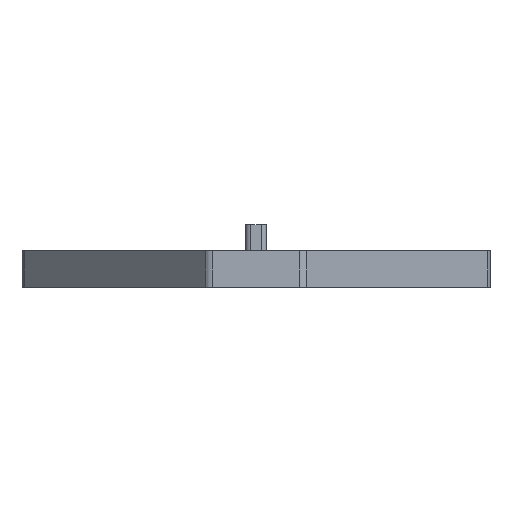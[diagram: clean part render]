
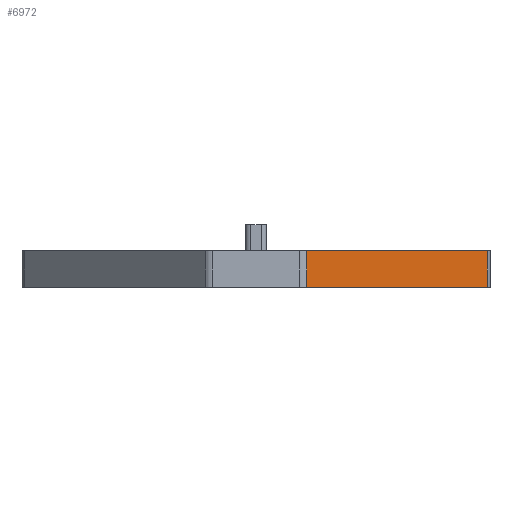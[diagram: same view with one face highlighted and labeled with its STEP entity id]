
A CAD part, front view. The second image highlights one B-rep face of the part: STEP entity #6972.
In plain terms, the highlighted planar face has unit normal (0.746, -0.666, 0).
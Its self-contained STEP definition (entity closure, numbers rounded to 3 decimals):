
#203=PLANE('',#7731);
#491=FACE_OUTER_BOUND('',#872,.T.);
#872=EDGE_LOOP('',(#6205,#6206,#6207,#6208));
#1124=LINE('',#10571,#1781);
#1378=LINE('',#11441,#2035);
#1533=LINE('',#11907,#2190);
#1535=LINE('',#11910,#2192);
#1781=VECTOR('',#8407,10.);
#2035=VECTOR('',#9213,10.);
#2190=VECTOR('',#9720,10.);
#2192=VECTOR('',#9724,10.);
#2893=VERTEX_POINT('',#10568);
#2894=VERTEX_POINT('',#10570);
#3233=VERTEX_POINT('',#11438);
#3234=VERTEX_POINT('',#11440);
#3670=EDGE_CURVE('',#2893,#2894,#1124,.T.);
#4113=EDGE_CURVE('',#3233,#3234,#1378,.T.);
#4349=EDGE_CURVE('',#3234,#2893,#1533,.T.);
#4351=EDGE_CURVE('',#2894,#3233,#1535,.T.);
#6205=ORIENTED_EDGE('',*,*,#4349,.F.);
#6206=ORIENTED_EDGE('',*,*,#4113,.F.);
#6207=ORIENTED_EDGE('',*,*,#4351,.F.);
#6208=ORIENTED_EDGE('',*,*,#3670,.F.);
#6972=ADVANCED_FACE('',(#491),#203,.T.);
#7731=AXIS2_PLACEMENT_3D('',#11909,#9722,#9723);
#8407=DIRECTION('',(-0.667,-0.745,0.));
#9213=DIRECTION('',(0.667,0.745,0.));
#9720=DIRECTION('',(0.,0.,-1.));
#9722=DIRECTION('center_axis',(0.745,-0.667,0.));
#9723=DIRECTION('ref_axis',(0.667,0.745,0.));
#9724=DIRECTION('',(0.,0.,1.));
#10568=CARTESIAN_POINT('',(22.245,-5.665,0.));
#10570=CARTESIAN_POINT('',(4.898,-25.067,0.));
#10571=CARTESIAN_POINT('',(22.5,-5.38,0.));
#11438=CARTESIAN_POINT('',(4.898,-25.067,3.5));
#11440=CARTESIAN_POINT('',(22.245,-5.665,3.5));
#11441=CARTESIAN_POINT('',(22.5,-5.38,3.5));
#11907=CARTESIAN_POINT('',(22.245,-5.665,0.));
#11909=CARTESIAN_POINT('Origin',(4.6,-25.4,0.));
#11910=CARTESIAN_POINT('',(4.898,-25.067,0.));
